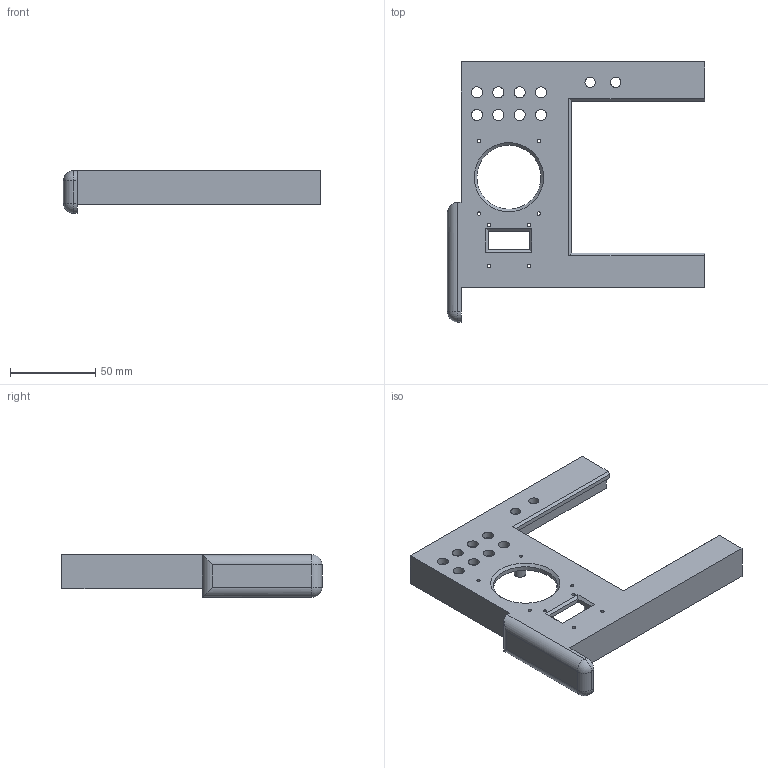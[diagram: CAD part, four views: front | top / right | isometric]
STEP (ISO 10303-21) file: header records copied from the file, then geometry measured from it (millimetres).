
FILE_DESCRIPTION(('FreeCAD Model'),'2;1');
FILE_NAME('Open CASCADE Shape Model','2026-01-07T11:46:50',(''),(''), 'Open CASCADE STEP processor 7.8','FreeCAD','Unknown');
FILE_SCHEMA(('AUTOMOTIVE_DESIGN { 1 0 10303 214 1 1 1 1 }'));
Length unit declared in the file: millimetre
Products named in the file (1): MultipartCutPocket
Bounding box: 150.5 x 152.25 x 25 mm (x, y, z)
Volume: 91988.5 mm3; surface area: 47307.3 mm2
Topology: 1 solids, 1 shells, 136 faces, 358 edges, 228 vertices
Faces by surface type: plane 83, cylinder 50, sphere 2, cone 1
Full cylindrical faces by diameter (mm): 1.5 x12, 2 x13, 6 x2, 6.5 x8, 7 x2, 37.5 x1
Entity records: 4757 total; most frequent: CARTESIAN_POINT 1195, DIRECTION 728, ORIENTED_EDGE 708, EDGE_CURVE 354, AXIS2_PLACEMENT_3D 245, LINE 238, VECTOR 238, VERTEX_POINT 227
